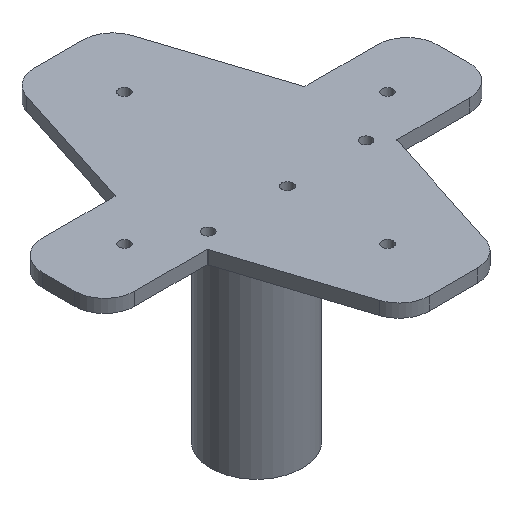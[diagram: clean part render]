
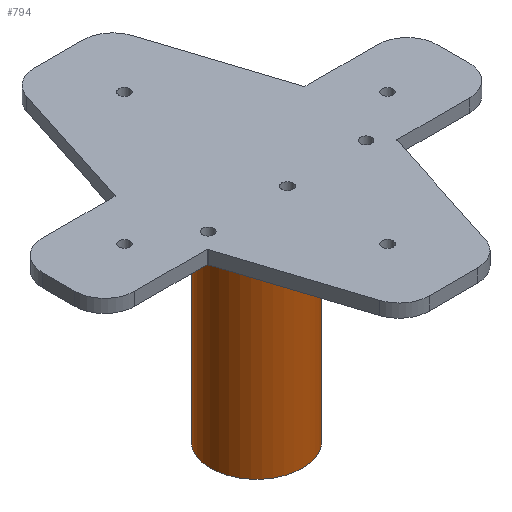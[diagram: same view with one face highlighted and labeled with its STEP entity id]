
A CAD part, isometric view. The second image highlights one B-rep face of the part: STEP entity #794.
In plain terms, the highlighted cylindrical face has radius 17.5 mm (diameter 35 mm), a full revolution.
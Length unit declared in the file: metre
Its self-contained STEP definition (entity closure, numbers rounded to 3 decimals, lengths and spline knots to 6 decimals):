
#86=CIRCLE('',#901,0.0175);
#87=CIRCLE('',#902,0.0175);
#233=ORIENTED_EDGE('',*,*,#411,.T.);
#234=ORIENTED_EDGE('',*,*,#412,.F.);
#411=EDGE_CURVE('',#494,#494,#86,.F.);
#412=EDGE_CURVE('',#495,#495,#87,.T.);
#494=VERTEX_POINT('',#1415);
#495=VERTEX_POINT('',#1417);
#645=EDGE_LOOP('',(#233));
#646=EDGE_LOOP('',(#234));
#715=FACE_BOUND('',#645,.T.);
#716=FACE_BOUND('',#646,.T.);
#755=CYLINDRICAL_SURFACE('',#900,0.0175);
#794=ADVANCED_FACE('',(#715,#716),#755,.T.);
#900=AXIS2_PLACEMENT_3D('',#1413,#1119,#1120);
#901=AXIS2_PLACEMENT_3D('',#1414,#1121,#1122);
#902=AXIS2_PLACEMENT_3D('',#1416,#1123,#1124);
#1119=DIRECTION('',(0.,0.,1.));
#1120=DIRECTION('',(1.,0.,0.));
#1121=DIRECTION('',(0.,0.,1.));
#1122=DIRECTION('',(1.,0.,0.));
#1123=DIRECTION('',(0.,0.,-1.));
#1124=DIRECTION('',(-1.,0.,0.));
#1413=CARTESIAN_POINT('',(0.01775,0.011672,-0.09));
#1414=CARTESIAN_POINT('',(0.01775,0.011672,-0.021899));
#1415=CARTESIAN_POINT('',(0.03525,0.011672,-0.021899));
#1416=CARTESIAN_POINT('',(0.01775,0.011672,-0.09));
#1417=CARTESIAN_POINT('',(0.00025,0.011672,-0.09));
